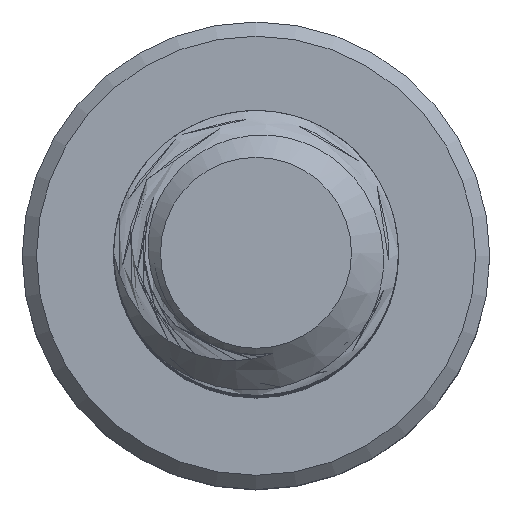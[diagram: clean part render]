
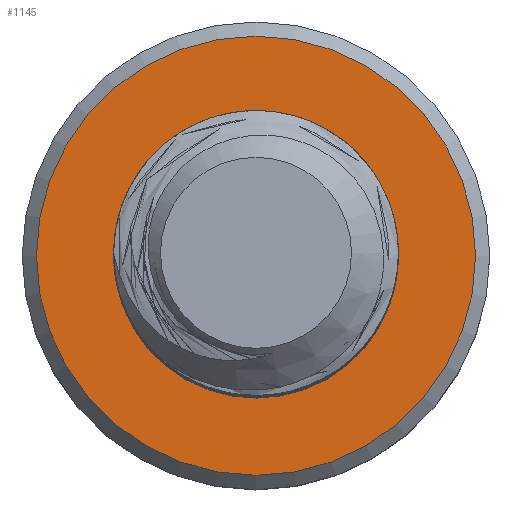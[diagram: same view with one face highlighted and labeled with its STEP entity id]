
A CAD part, top view. The second image highlights one B-rep face of the part: STEP entity #1145.
In plain terms, the highlighted planar face has unit normal (0, 0, 1).
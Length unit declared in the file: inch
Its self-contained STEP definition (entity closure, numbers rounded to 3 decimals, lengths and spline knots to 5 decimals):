
#16=FACE_BOUND('',#169,.T.);
#19=PLANE('',#1243);
#100=FACE_OUTER_BOUND('',#168,.T.);
#168=EDGE_LOOP('',(#1005));
#169=EDGE_LOOP('',(#1006));
#185=CIRCLE('',#1196,0.095);
#190=CIRCLE('',#1223,0.1465);
#457=VERTEX_POINT('',#3020);
#504=VERTEX_POINT('',#4608);
#588=EDGE_CURVE('',#457,#457,#185,.T.);
#658=EDGE_CURVE('',#504,#504,#190,.T.);
#1005=ORIENTED_EDGE('',*,*,#658,.T.);
#1006=ORIENTED_EDGE('',*,*,#588,.F.);
#1145=ADVANCED_FACE('',(#100,#16),#19,.F.);
#1196=AXIS2_PLACEMENT_3D('',#3022,#1328,#1329);
#1223=AXIS2_PLACEMENT_3D('',#4610,#1404,#1405);
#1243=AXIS2_PLACEMENT_3D('',#5939,#1447,#1448);
#1328=DIRECTION('center_axis',(0.,0.,1.));
#1329=DIRECTION('ref_axis',(-1.,0.,0.));
#1404=DIRECTION('center_axis',(0.,0.,1.));
#1405=DIRECTION('ref_axis',(-1.,0.,0.));
#1447=DIRECTION('center_axis',(0.,0.,-1.));
#1448=DIRECTION('ref_axis',(-1.,0.,0.));
#3020=CARTESIAN_POINT('',(-0.095,0.,-1.125));
#3022=CARTESIAN_POINT('Origin',(0.,0.,-1.125));
#4608=CARTESIAN_POINT('',(0.1465,0.,-1.125));
#4610=CARTESIAN_POINT('Origin',(0.,0.,-1.125));
#5939=CARTESIAN_POINT('Origin',(0.,0.,-1.125));
